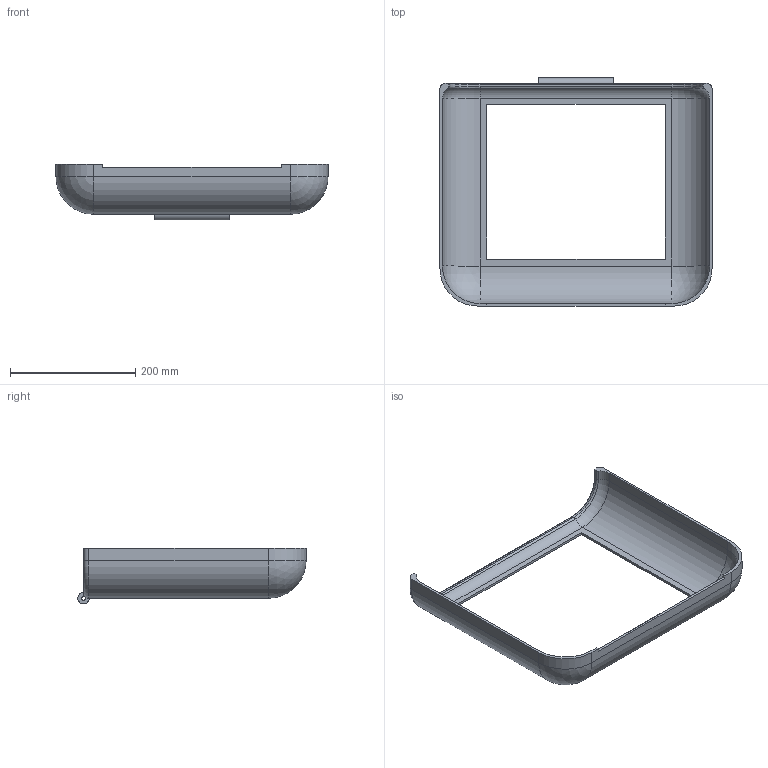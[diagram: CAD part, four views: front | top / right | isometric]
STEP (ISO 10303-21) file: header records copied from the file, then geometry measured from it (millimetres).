
FILE_DESCRIPTION (( 'STEP AP214' ), '1' );
FILE_NAME ('deliver_box_back.STEP', '2019-03-06T07:59:10', ( '' ), ( '' ), 'SwSTEP 2.0', 'SolidWorks 2011', '' );
FILE_SCHEMA (( 'AUTOMOTIVE_DESIGN' ));
Length unit declared in the file: millimetre
Products named in the file (1): deliver_box_back
Bounding box: 434 x 364 x 89 mm (x, y, z)
Volume: 723620.8 mm3; surface area: 290835.7 mm2
Topology: 1 solids, 1 shells, 69 faces, 169 edges, 98 vertices
Faces by surface type: cylinder 30, plane 25, torus 10, sphere 4
Entity records: 2061 total; most frequent: CARTESIAN_POINT 377, DIRECTION 373, ORIENTED_EDGE 330, EDGE_CURVE 165, AXIS2_PLACEMENT_3D 142, VERTEX_POINT 98, LINE 89, VECTOR 89
